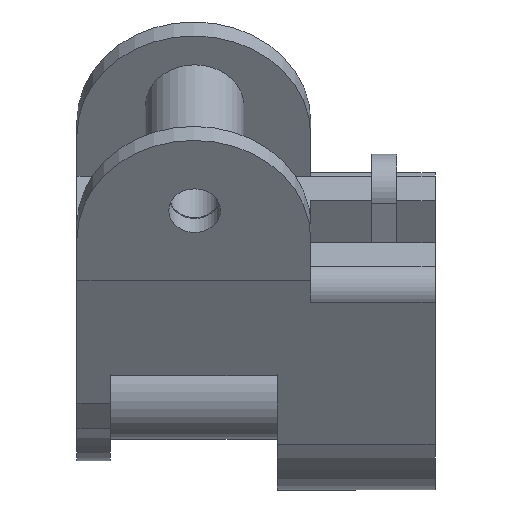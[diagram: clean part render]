
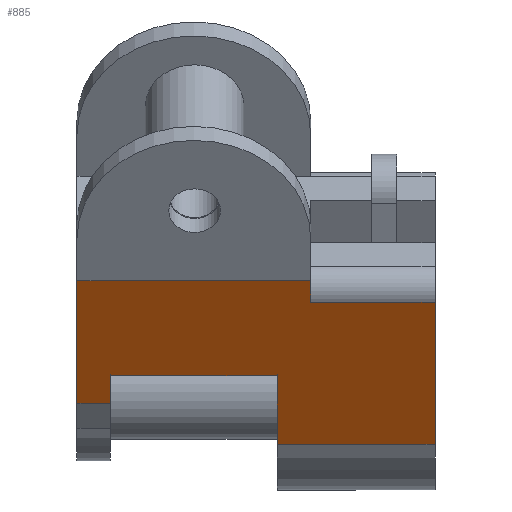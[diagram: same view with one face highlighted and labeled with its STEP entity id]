
A CAD part, left-side view. The second image highlights one B-rep face of the part: STEP entity #885.
In plain terms, the highlighted face is planar.
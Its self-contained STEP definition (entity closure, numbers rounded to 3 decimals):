
#80=PLANE('',#1000);
#117=FACE_OUTER_BOUND('',#177,.T.);
#177=EDGE_LOOP('',(#733,#734,#735,#736,#737,#738,#739,#740,#741,#742));
#216=LINE('',#1403,#294);
#226=LINE('',#1431,#304);
#240=LINE('',#1470,#318);
#248=LINE('',#1491,#326);
#249=LINE('',#1497,#327);
#250=LINE('',#1499,#328);
#251=LINE('',#1501,#329);
#252=LINE('',#1503,#330);
#253=LINE('',#1505,#331);
#254=LINE('',#1506,#332);
#294=VECTOR('',#1138,10.);
#304=VECTOR('',#1160,10.);
#318=VECTOR('',#1194,10.);
#326=VECTOR('',#1214,10.);
#327=VECTOR('',#1223,10.);
#328=VECTOR('',#1224,10.);
#329=VECTOR('',#1225,10.);
#330=VECTOR('',#1226,10.);
#331=VECTOR('',#1227,10.);
#332=VECTOR('',#1228,10.);
#422=VERTEX_POINT('',#1401);
#423=VERTEX_POINT('',#1402);
#435=VERTEX_POINT('',#1430);
#450=VERTEX_POINT('',#1468);
#456=VERTEX_POINT('',#1489);
#457=VERTEX_POINT('',#1490);
#459=VERTEX_POINT('',#1498);
#460=VERTEX_POINT('',#1500);
#461=VERTEX_POINT('',#1502);
#462=VERTEX_POINT('',#1504);
#512=EDGE_CURVE('',#422,#423,#216,.T.);
#526=EDGE_CURVE('',#423,#435,#226,.T.);
#546=EDGE_CURVE('',#422,#450,#240,.T.);
#556=EDGE_CURVE('',#456,#457,#248,.T.);
#560=EDGE_CURVE('',#450,#456,#249,.T.);
#561=EDGE_CURVE('',#459,#457,#250,.T.);
#562=EDGE_CURVE('',#460,#459,#251,.T.);
#563=EDGE_CURVE('',#461,#460,#252,.T.);
#564=EDGE_CURVE('',#462,#461,#253,.T.);
#565=EDGE_CURVE('',#435,#462,#254,.T.);
#733=ORIENTED_EDGE('',*,*,#560,.T.);
#734=ORIENTED_EDGE('',*,*,#556,.T.);
#735=ORIENTED_EDGE('',*,*,#561,.F.);
#736=ORIENTED_EDGE('',*,*,#562,.F.);
#737=ORIENTED_EDGE('',*,*,#563,.F.);
#738=ORIENTED_EDGE('',*,*,#564,.F.);
#739=ORIENTED_EDGE('',*,*,#565,.F.);
#740=ORIENTED_EDGE('',*,*,#526,.F.);
#741=ORIENTED_EDGE('',*,*,#512,.F.);
#742=ORIENTED_EDGE('',*,*,#546,.T.);
#885=ADVANCED_FACE('',(#117),#80,.F.);
#1000=AXIS2_PLACEMENT_3D('',#1496,#1221,#1222);
#1138=DIRECTION('',(0.,1.,0.));
#1160=DIRECTION('',(-0.539,0.,0.842));
#1194=DIRECTION('',(-0.539,0.,0.842));
#1214=DIRECTION('',(0.539,0.,-0.842));
#1221=DIRECTION('center_axis',(0.842,0.,0.539));
#1222=DIRECTION('ref_axis',(0.539,0.,-0.842));
#1223=DIRECTION('',(0.,-1.,0.));
#1224=DIRECTION('',(0.,1.,0.));
#1225=DIRECTION('',(0.539,0.,-0.842));
#1226=DIRECTION('',(0.,-1.,0.));
#1227=DIRECTION('',(0.539,0.,-0.842));
#1228=DIRECTION('',(0.,-1.,0.));
#1401=CARTESIAN_POINT('',(-15.564,5.45,14.683));
#1402=CARTESIAN_POINT('',(-15.564,7.45,14.683));
#1403=CARTESIAN_POINT('',(-15.564,-3.275,14.683));
#1430=CARTESIAN_POINT('',(-20.422,7.45,22.273));
#1431=CARTESIAN_POINT('',(-19.637,7.45,21.045));
#1468=CARTESIAN_POINT('',(-16.655,5.45,16.387));
#1470=CARTESIAN_POINT('',(-19.637,5.45,21.045));
#1489=CARTESIAN_POINT('',(-16.655,-4.55,16.387));
#1490=CARTESIAN_POINT('',(-13.946,-4.55,12.155));
#1491=CARTESIAN_POINT('',(-19.637,-4.55,21.045));
#1496=CARTESIAN_POINT('Origin',(-20.422,-14.,22.273));
#1497=CARTESIAN_POINT('',(-16.655,5.,16.387));
#1498=CARTESIAN_POINT('',(-13.946,-14.,12.155));
#1499=CARTESIAN_POINT('',(-13.946,-14.,12.155));
#1500=CARTESIAN_POINT('',(-19.576,-14.,20.95));
#1501=CARTESIAN_POINT('',(-18.29,-14.,18.942));
#1502=CARTESIAN_POINT('',(-19.576,-6.55,20.95));
#1503=CARTESIAN_POINT('',(-19.576,-4.5,20.95));
#1504=CARTESIAN_POINT('',(-20.422,-6.55,22.273));
#1505=CARTESIAN_POINT('',(-19.637,-6.55,21.045));
#1506=CARTESIAN_POINT('',(-20.422,-4.5,22.273));
